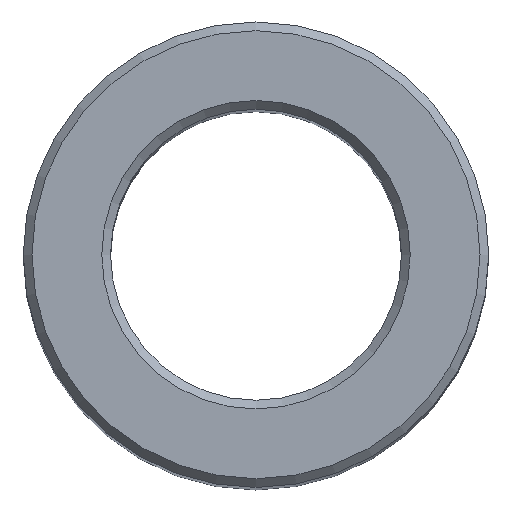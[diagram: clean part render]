
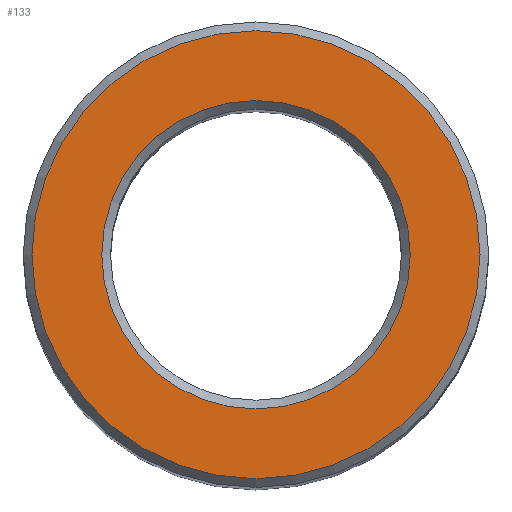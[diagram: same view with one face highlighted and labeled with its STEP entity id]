
A CAD part, top view. The second image highlights one B-rep face of the part: STEP entity #133.
In plain terms, the highlighted face is planar.
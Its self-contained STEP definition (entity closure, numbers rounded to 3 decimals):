
#19=FACE_BOUND('',#40,.T.);
#21=PLANE('',#166);
#31=FACE_OUTER_BOUND('',#39,.T.);
#39=EDGE_LOOP('',(#119));
#40=EDGE_LOOP('',(#120));
#56=CIRCLE('',#152,5.3);
#61=CIRCLE('',#159,7.7);
#67=VERTEX_POINT('',#223);
#71=VERTEX_POINT('',#236);
#77=EDGE_CURVE('',#67,#67,#56,.T.);
#84=EDGE_CURVE('',#71,#71,#61,.T.);
#119=ORIENTED_EDGE('',*,*,#84,.T.);
#120=ORIENTED_EDGE('',*,*,#77,.T.);
#133=ADVANCED_FACE('',(#31,#19),#21,.F.);
#152=AXIS2_PLACEMENT_3D('',#225,#178,#179);
#159=AXIS2_PLACEMENT_3D('',#238,#194,#195);
#166=AXIS2_PLACEMENT_3D('',#251,#211,#212);
#178=DIRECTION('center_axis',(0.,0.,1.));
#179=DIRECTION('ref_axis',(1.,0.,0.));
#194=DIRECTION('center_axis',(0.,0.,-1.));
#195=DIRECTION('ref_axis',(1.,0.,0.));
#211=DIRECTION('center_axis',(0.,0.,1.));
#212=DIRECTION('ref_axis',(1.,0.,0.));
#223=CARTESIAN_POINT('',(5.3,0.,-25.));
#225=CARTESIAN_POINT('Origin',(0.,0.,-25.));
#236=CARTESIAN_POINT('',(-7.7,0.,-25.));
#238=CARTESIAN_POINT('Origin',(0.,0.,-25.));
#251=CARTESIAN_POINT('Origin',(0.,0.,-25.));
